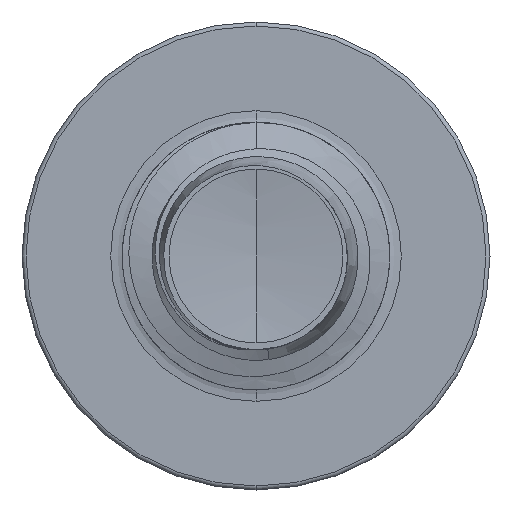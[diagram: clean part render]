
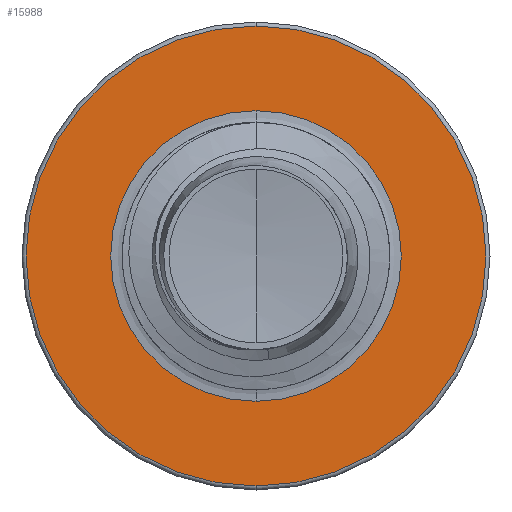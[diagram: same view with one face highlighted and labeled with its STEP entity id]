
A CAD part, front view. The second image highlights one B-rep face of the part: STEP entity #15988.
In plain terms, the highlighted planar face has unit normal (0, -1, 0).
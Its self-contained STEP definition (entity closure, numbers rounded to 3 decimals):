
#450 = FACE_BOUND ( 'NONE', #12263, .T. ) ;
#1210 = ORIENTED_EDGE ( 'NONE', *, *, #18075, .T. ) ;
#1514 = EDGE_CURVE ( 'NONE', #19114, #13552, #16025, .T. ) ;
#1562 = EDGE_CURVE ( 'NONE', #13495, #13755, #11674, .T. ) ;
#3115 = ORIENTED_EDGE ( 'NONE', *, *, #16973, .F. ) ;
#3409 = DIRECTION ( 'NONE',  ( 0., 1., 0. ) ) ;
#4099 = ORIENTED_EDGE ( 'NONE', *, *, #1562, .F. ) ;
#5381 = CARTESIAN_POINT ( 'NONE',  ( 0., 11., 0. ) ) ;
#5717 = EDGE_LOOP ( 'NONE', ( #3115, #4099 ) ) ;
#6206 = CARTESIAN_POINT ( 'NONE',  ( 0., 11., 0. ) ) ;
#7108 = AXIS2_PLACEMENT_3D ( 'NONE', #20578, #10843, #22238 ) ;
#7249 = DIRECTION ( 'NONE',  ( 0., 0., 1. ) ) ;
#7607 = CARTESIAN_POINT ( 'NONE',  ( 0., 11., -2.174 ) ) ;
#8125 = DIRECTION ( 'NONE',  ( 0., 0., 1. ) ) ;
#9530 = DIRECTION ( 'NONE',  ( 0., 1., 0. ) ) ;
#9688 = AXIS2_PLACEMENT_3D ( 'NONE', #5381, #17578, #7249 ) ;
#10843 = DIRECTION ( 'NONE',  ( 0., 1., 0. ) ) ;
#11037 = CIRCLE ( 'NONE', #19925, 2.174 ) ;
#11321 = ORIENTED_EDGE ( 'NONE', *, *, #1514, .T. ) ;
#11441 = CARTESIAN_POINT ( 'NONE',  ( 0., 11., -3.44 ) ) ;
#11674 = CIRCLE ( 'NONE', #9688, 3.44 ) ;
#11762 = CARTESIAN_POINT ( 'NONE',  ( 0., 11., 3.44 ) ) ;
#12263 = EDGE_LOOP ( 'NONE', ( #11321, #1210 ) ) ;
#13166 = CIRCLE ( 'NONE', #20298, 3.44 ) ;
#13268 = CARTESIAN_POINT ( 'NONE',  ( 0., 11., 2.174 ) ) ;
#13495 = VERTEX_POINT ( 'NONE', #11441 ) ;
#13552 = VERTEX_POINT ( 'NONE', #22509 ) ;
#13755 = VERTEX_POINT ( 'NONE', #11762 ) ;
#14292 = CARTESIAN_POINT ( 'NONE',  ( 0., 11., 0. ) ) ;
#15938 = DIRECTION ( 'NONE',  ( 0., 0., 1. ) ) ;
#15988 = ADVANCED_FACE ( 'NONE', ( #18986, #450 ), #20971, .F. ) ;
#16025 = CIRCLE ( 'NONE', #7108, 2.174 ) ;
#16973 = EDGE_CURVE ( 'NONE', #13755, #13495, #13166, .T. ) ;
#17144 = AXIS2_PLACEMENT_3D ( 'NONE', #7607, #9530, #21047 ) ;
#17578 = DIRECTION ( 'NONE',  ( 0., 1., 0. ) ) ;
#18075 = EDGE_CURVE ( 'NONE', #13552, #19114, #11037, .T. ) ;
#18306 = DIRECTION ( 'NONE',  ( 0., 1., 0. ) ) ;
#18986 = FACE_OUTER_BOUND ( 'NONE', #5717, .T. ) ;
#19114 = VERTEX_POINT ( 'NONE', #13268 ) ;
#19925 = AXIS2_PLACEMENT_3D ( 'NONE', #6206, #18306, #8125 ) ;
#20298 = AXIS2_PLACEMENT_3D ( 'NONE', #14292, #3409, #15938 ) ;
#20578 = CARTESIAN_POINT ( 'NONE',  ( 0., 11., 0. ) ) ;
#20971 = PLANE ( 'NONE',  #17144 ) ;
#21047 = DIRECTION ( 'NONE',  ( 0., 0., 1. ) ) ;
#22238 = DIRECTION ( 'NONE',  ( 0., 0., 1. ) ) ;
#22509 = CARTESIAN_POINT ( 'NONE',  ( 0., 11., -2.174 ) ) ;
